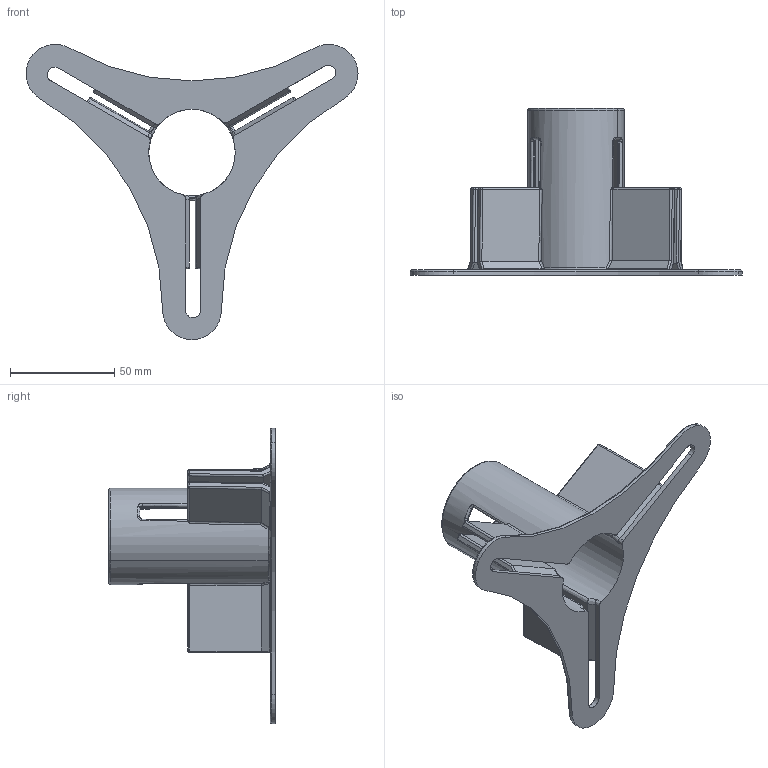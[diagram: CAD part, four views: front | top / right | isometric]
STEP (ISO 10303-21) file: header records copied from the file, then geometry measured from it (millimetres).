
FILE_DESCRIPTION (( 'STEP AP214' ), '1' );
FILE_NAME ('general fin jig 3.STEP', '2024-09-17T19:07:07', ( '' ), ( '' ), 'SwSTEP 2.0', 'SolidWorks 2024', '' );
FILE_SCHEMA (( 'AUTOMOTIVE_DESIGN' ));
Length unit declared in the file: centimetre
Products named in the file (1): general fin jig 3
Bounding box: 159.34 x 80 x 141.76 mm (x, y, z)
Volume: 68034.6 mm3; surface area: 50930.9 mm2
Topology: 1 solids, 1 shells, 239 faces, 608 edges, 354 vertices
Faces by surface type: bspline 78, cylinder 70, plane 54, torus 19, sphere 18
Entity records: 8712 total; most frequent: CARTESIAN_POINT 3872, ORIENTED_EDGE 1192, DIRECTION 827, EDGE_CURVE 596, VERTEX_POINT 354, AXIS2_PLACEMENT_3D 329, EDGE_LOOP 242, ADVANCED_FACE 239
